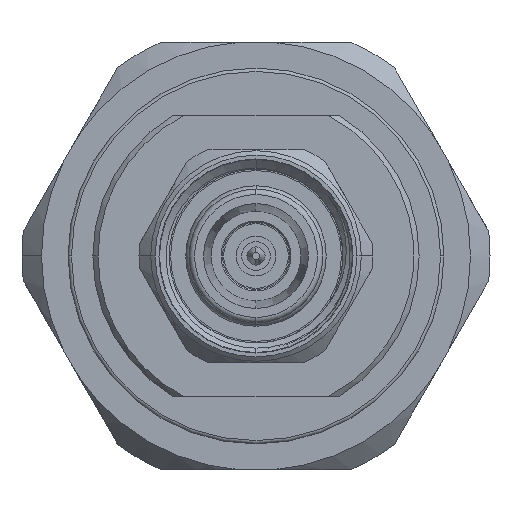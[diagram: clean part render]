
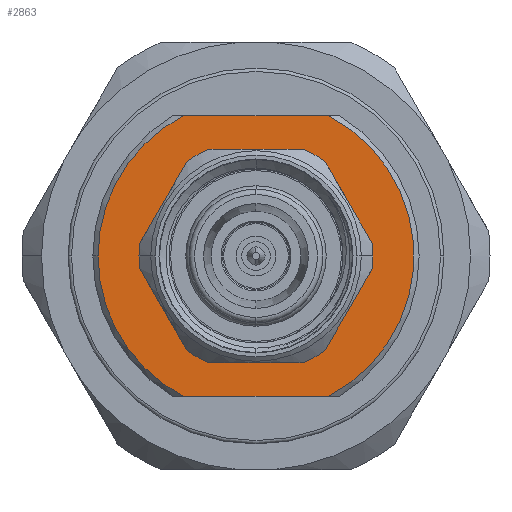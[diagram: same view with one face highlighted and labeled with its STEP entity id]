
A CAD part, left-side view. The second image highlights one B-rep face of the part: STEP entity #2863.
In plain terms, the highlighted planar face has unit normal (-1, 0, 0).
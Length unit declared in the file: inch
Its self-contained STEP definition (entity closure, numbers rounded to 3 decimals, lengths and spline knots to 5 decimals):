
#268 = DIRECTION ( 'NONE',  ( 0., 1., 0. ) ) ;
#777 = CARTESIAN_POINT ( 'NONE',  ( 0.68073, 0.21311, 0.41339 ) ) ;
#853 = LINE ( 'NONE', #2266, #3313 ) ;
#864 = EDGE_CURVE ( 'NONE', #4170, #6177, #5395, .T. ) ;
#1205 = EDGE_CURVE ( 'NONE', #1421, #2566, #6962, .T. ) ;
#1415 = ORIENTED_EDGE ( 'NONE', *, *, #864, .T. ) ;
#1421 = VERTEX_POINT ( 'NONE', #8268 ) ;
#1522 = AXIS2_PLACEMENT_3D ( 'NONE', #1800, #4526, #3956 ) ;
#1800 = CARTESIAN_POINT ( 'NONE',  ( 0.68073, 0., 0. ) ) ;
#1808 = EDGE_LOOP ( 'NONE', ( #2749, #1925, #3913, #5228, #8509 ) ) ;
#1925 = ORIENTED_EDGE ( 'NONE', *, *, #4622, .T. ) ;
#1926 = DIRECTION ( 'NONE',  ( -1., 0., 0. ) ) ;
#2043 = CARTESIAN_POINT ( 'NONE',  ( 0.68073, -0.46509, 0. ) ) ;
#2083 = FACE_OUTER_BOUND ( 'NONE', #1808, .T. ) ;
#2125 = PLANE ( 'NONE',  #2135 ) ;
#2135 = AXIS2_PLACEMENT_3D ( 'NONE', #2043, #4772, #7467 ) ;
#2266 = CARTESIAN_POINT ( 'NONE',  ( 0.68073, -0.93399, 0.41339 ) ) ;
#2306 = EDGE_CURVE ( 'NONE', #5156, #3868, #7083, .T. ) ;
#2478 = VERTEX_POINT ( 'NONE', #4942 ) ;
#2566 = VERTEX_POINT ( 'NONE', #5814 ) ;
#2749 = ORIENTED_EDGE ( 'NONE', *, *, #2306, .T. ) ;
#2863 = ADVANCED_FACE ( 'NONE', ( #5517, #2083 ), #2125, .T. ) ;
#3028 = CARTESIAN_POINT ( 'NONE',  ( 0.68073, 0., 0. ) ) ;
#3103 = DIRECTION ( 'NONE',  ( -1., 0., 0. ) ) ;
#3239 = EDGE_CURVE ( 'NONE', #6177, #4170, #7102, .T. ) ;
#3313 = VECTOR ( 'NONE', #268, 39.37008 ) ;
#3360 = CARTESIAN_POINT ( 'NONE',  ( 0.68073, -0.11681, 0.20231 ) ) ;
#3443 = AXIS2_PLACEMENT_3D ( 'NONE', #3028, #5116, #5072 ) ;
#3676 = VECTOR ( 'NONE', #5669, 39.37008 ) ;
#3868 = VERTEX_POINT ( 'NONE', #5898 ) ;
#3913 = ORIENTED_EDGE ( 'NONE', *, *, #1205, .T. ) ;
#3956 = DIRECTION ( 'NONE',  ( 0., -1., 0. ) ) ;
#3964 = EDGE_LOOP ( 'NONE', ( #5267, #1415 ) ) ;
#3987 = DIRECTION ( 'NONE',  ( 0., -1., 0. ) ) ;
#4050 = CARTESIAN_POINT ( 'NONE',  ( 0.68073, 0.11681, -0.20231 ) ) ;
#4170 = VERTEX_POINT ( 'NONE', #4050 ) ;
#4317 = CARTESIAN_POINT ( 'NONE',  ( 0.68073, 0., 0. ) ) ;
#4526 = DIRECTION ( 'NONE',  ( 1., 0., 0. ) ) ;
#4622 = EDGE_CURVE ( 'NONE', #3868, #1421, #6816, .T. ) ;
#4692 = AXIS2_PLACEMENT_3D ( 'NONE', #4317, #3103, #8514 ) ;
#4772 = DIRECTION ( 'NONE',  ( -1., 0., 0. ) ) ;
#4942 = CARTESIAN_POINT ( 'NONE',  ( 0.68073, -0.21311, 0.41339 ) ) ;
#4976 = AXIS2_PLACEMENT_3D ( 'NONE', #5320, #1926, #3987 ) ;
#4990 = CIRCLE ( 'NONE', #3443, 0.46509 ) ;
#5072 = DIRECTION ( 'NONE',  ( 0., -1., 0. ) ) ;
#5093 = CARTESIAN_POINT ( 'NONE',  ( 0.68073, -0.93399, -0.41339 ) ) ;
#5116 = DIRECTION ( 'NONE',  ( -1., 0., 0. ) ) ;
#5122 = AXIS2_PLACEMENT_3D ( 'NONE', #7210, #8451, #8582 ) ;
#5156 = VERTEX_POINT ( 'NONE', #777 ) ;
#5228 = ORIENTED_EDGE ( 'NONE', *, *, #5445, .T. ) ;
#5267 = ORIENTED_EDGE ( 'NONE', *, *, #3239, .T. ) ;
#5320 = CARTESIAN_POINT ( 'NONE',  ( 0.68073, 0., 0. ) ) ;
#5395 = CIRCLE ( 'NONE', #1522, 0.23361 ) ;
#5445 = EDGE_CURVE ( 'NONE', #2566, #2478, #4990, .T. ) ;
#5517 = FACE_BOUND ( 'NONE', #3964, .T. ) ;
#5669 = DIRECTION ( 'NONE',  ( 0., -1., 0. ) ) ;
#5814 = CARTESIAN_POINT ( 'NONE',  ( 0.68073, -0.21311, -0.41339 ) ) ;
#5898 = CARTESIAN_POINT ( 'NONE',  ( 0.68073, 0.46509, 0. ) ) ;
#6177 = VERTEX_POINT ( 'NONE', #3360 ) ;
#6816 = CIRCLE ( 'NONE', #4976, 0.46509 ) ;
#6962 = LINE ( 'NONE', #5093, #3676 ) ;
#7083 = CIRCLE ( 'NONE', #4692, 0.46509 ) ;
#7102 = CIRCLE ( 'NONE', #5122, 0.23361 ) ;
#7210 = CARTESIAN_POINT ( 'NONE',  ( 0.68073, 0., 0. ) ) ;
#7439 = EDGE_CURVE ( 'NONE', #2478, #5156, #853, .T. ) ;
#7467 = DIRECTION ( 'NONE',  ( 0., -1., 0. ) ) ;
#8268 = CARTESIAN_POINT ( 'NONE',  ( 0.68073, 0.21311, -0.41339 ) ) ;
#8451 = DIRECTION ( 'NONE',  ( 1., 0., 0. ) ) ;
#8509 = ORIENTED_EDGE ( 'NONE', *, *, #7439, .T. ) ;
#8514 = DIRECTION ( 'NONE',  ( 0., -1., 0. ) ) ;
#8582 = DIRECTION ( 'NONE',  ( 0., -1., 0. ) ) ;
